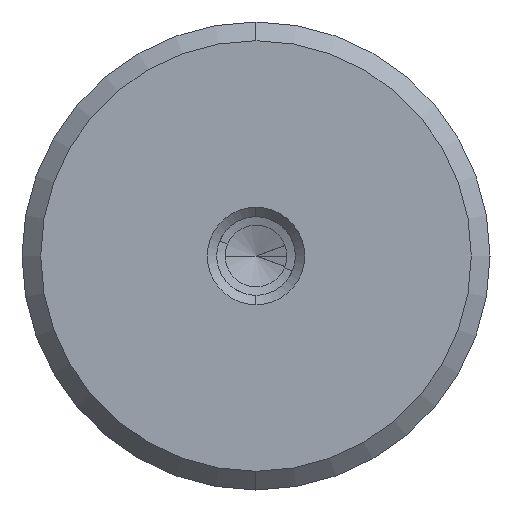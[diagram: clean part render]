
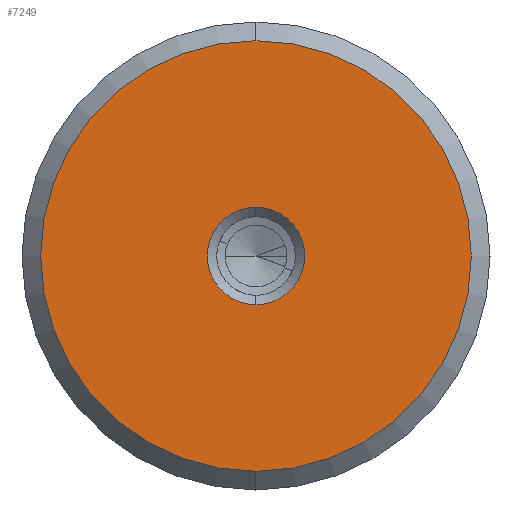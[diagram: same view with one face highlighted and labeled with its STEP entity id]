
A CAD part, left-side view. The second image highlights one B-rep face of the part: STEP entity #7249.
In plain terms, the highlighted planar face has unit normal (-1, 0, 0).
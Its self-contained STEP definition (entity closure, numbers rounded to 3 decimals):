
#324 = CARTESIAN_POINT ( 'NONE',  ( 0., 0., -11.5 ) ) ;
#446 = AXIS2_PLACEMENT_3D ( 'NONE', #15236, #5649, #16807 ) ;
#485 = CARTESIAN_POINT ( 'NONE',  ( 0., 0., -2.6 ) ) ;
#766 = PLANE ( 'NONE',  #18224 ) ;
#2627 = EDGE_CURVE ( 'NONE', #17996, #3499, #2999, .T. ) ;
#2999 = CIRCLE ( 'NONE', #16220, 11.5 ) ;
#3035 = ORIENTED_EDGE ( 'NONE', *, *, #14434, .F. ) ;
#3114 = ORIENTED_EDGE ( 'NONE', *, *, #16589, .F. ) ;
#3499 = VERTEX_POINT ( 'NONE', #324 ) ;
#4549 = ORIENTED_EDGE ( 'NONE', *, *, #18622, .T. ) ;
#4588 = ORIENTED_EDGE ( 'NONE', *, *, #2627, .T. ) ;
#5180 = CARTESIAN_POINT ( 'NONE',  ( 0., 0., 2.6 ) ) ;
#5649 = DIRECTION ( 'NONE',  ( -1., 0., 0. ) ) ;
#6140 = DIRECTION ( 'NONE',  ( -1., 0., 0. ) ) ;
#6890 = FACE_BOUND ( 'NONE', #20109, .T. ) ;
#6914 = VERTEX_POINT ( 'NONE', #485 ) ;
#7249 = ADVANCED_FACE ( 'NONE', ( #6890, #10639 ), #766, .F. ) ;
#9277 = DIRECTION ( 'NONE',  ( -1., 0., 0. ) ) ;
#9279 = DIRECTION ( 'NONE',  ( 0., 0., -1. ) ) ;
#9338 = DIRECTION ( 'NONE',  ( 1., 0., 0. ) ) ;
#10485 = CARTESIAN_POINT ( 'NONE',  ( 0., 2.6, 0. ) ) ;
#10639 = FACE_OUTER_BOUND ( 'NONE', #19032, .T. ) ;
#11903 = VERTEX_POINT ( 'NONE', #5180 ) ;
#13960 = CIRCLE ( 'NONE', #15906, 2.6 ) ;
#14434 = EDGE_CURVE ( 'NONE', #11903, #6914, #13960, .T. ) ;
#15182 = DIRECTION ( 'NONE',  ( 0., 0., 1. ) ) ;
#15215 = AXIS2_PLACEMENT_3D ( 'NONE', #15721, #6140, #17286 ) ;
#15236 = CARTESIAN_POINT ( 'NONE',  ( 0., 0., 0. ) ) ;
#15717 = DIRECTION ( 'NONE',  ( -1., 0., 0. ) ) ;
#15721 = CARTESIAN_POINT ( 'NONE',  ( 0., 0., 0. ) ) ;
#15906 = AXIS2_PLACEMENT_3D ( 'NONE', #18743, #9277, #20337 ) ;
#16220 = AXIS2_PLACEMENT_3D ( 'NONE', #17221, #15717, #15182 ) ;
#16589 = EDGE_CURVE ( 'NONE', #6914, #11903, #20270, .T. ) ;
#16631 = CARTESIAN_POINT ( 'NONE',  ( 0., 0., 11.5 ) ) ;
#16656 = CIRCLE ( 'NONE', #446, 11.5 ) ;
#16807 = DIRECTION ( 'NONE',  ( 0., 0., 1. ) ) ;
#17221 = CARTESIAN_POINT ( 'NONE',  ( 0., 0., 0. ) ) ;
#17286 = DIRECTION ( 'NONE',  ( 0., 0., 1. ) ) ;
#17996 = VERTEX_POINT ( 'NONE', #16631 ) ;
#18224 = AXIS2_PLACEMENT_3D ( 'NONE', #10485, #9338, #9279 ) ;
#18622 = EDGE_CURVE ( 'NONE', #3499, #17996, #16656, .T. ) ;
#18743 = CARTESIAN_POINT ( 'NONE',  ( 0., 0., 0. ) ) ;
#19032 = EDGE_LOOP ( 'NONE', ( #4549, #4588 ) ) ;
#20109 = EDGE_LOOP ( 'NONE', ( #3035, #3114 ) ) ;
#20270 = CIRCLE ( 'NONE', #15215, 2.6 ) ;
#20337 = DIRECTION ( 'NONE',  ( 0., 0., 1. ) ) ;
